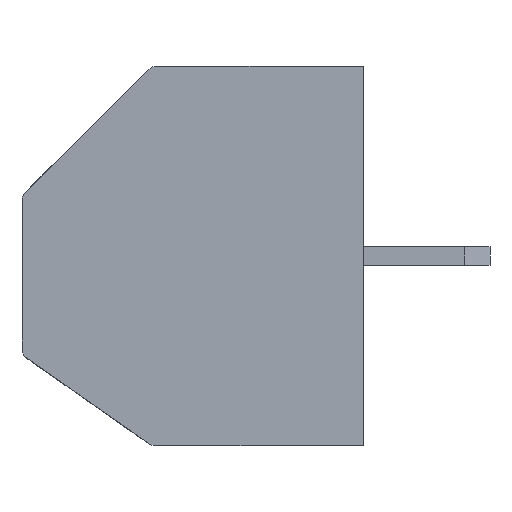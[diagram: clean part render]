
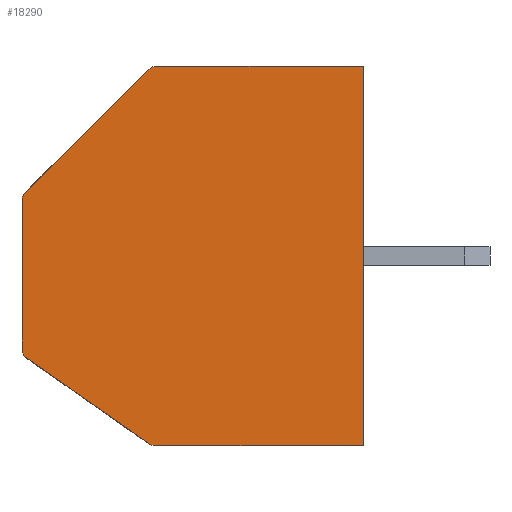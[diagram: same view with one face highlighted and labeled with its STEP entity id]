
A CAD part, left-side view. The second image highlights one B-rep face of the part: STEP entity #18290.
In plain terms, the highlighted planar face has unit normal (-1, 0, 0).
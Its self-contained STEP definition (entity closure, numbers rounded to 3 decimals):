
#127 = EDGE_CURVE ( 'NONE', #11228, #6926, #28032, .T. ) ;
#187 = ORIENTED_EDGE ( 'NONE', *, *, #19202, .T. ) ;
#496 = DIRECTION ( 'NONE',  ( 0., 0., 1. ) ) ;
#544 = ORIENTED_EDGE ( 'NONE', *, *, #10744, .F. ) ;
#932 = DIRECTION ( 'NONE',  ( 0., 0., -1. ) ) ;
#1499 = ORIENTED_EDGE ( 'NONE', *, *, #15538, .F. ) ;
#1687 = DIRECTION ( 'NONE',  ( 0., 0., -1. ) ) ;
#2204 = AXIS2_PLACEMENT_3D ( 'NONE', #13065, #22026, #19782 ) ;
#2260 = VECTOR ( 'NONE', #6458, 1000. ) ;
#2280 = ORIENTED_EDGE ( 'NONE', *, *, #12192, .T. ) ;
#2553 = VECTOR ( 'NONE', #13783, 1000. ) ;
#3569 = CARTESIAN_POINT ( 'NONE',  ( -3., 10.8, -3.129 ) ) ;
#3869 = CARTESIAN_POINT ( 'NONE',  ( -3., 10.5, -2.973 ) ) ;
#4434 = ORIENTED_EDGE ( 'NONE', *, *, #8835, .T. ) ;
#5043 = EDGE_LOOP ( 'NONE', ( #10973, #20573, #2280, #187, #544, #21638, #1499, #4434, #16745, #21568 ) ) ;
#5394 = DIRECTION ( 'NONE',  ( -1., 0., 0. ) ) ;
#5767 = EDGE_CURVE ( 'NONE', #14640, #9827, #20393, .T. ) ;
#5875 = CARTESIAN_POINT ( 'NONE',  ( -3., 10.8, 1.776 ) ) ;
#6458 = DIRECTION ( 'NONE',  ( 0., 0., 1. ) ) ;
#6559 = DIRECTION ( 'NONE',  ( 0., 0., -1. ) ) ;
#6828 = DIRECTION ( 'NONE',  ( 0., 0., -1. ) ) ;
#6926 = VERTEX_POINT ( 'NONE', #29509 ) ;
#7268 = VERTEX_POINT ( 'NONE', #8478 ) ;
#7756 = VERTEX_POINT ( 'NONE', #16181 ) ;
#7832 = VECTOR ( 'NONE', #28929, 1000. ) ;
#8478 = CARTESIAN_POINT ( 'NONE',  ( -3., 0., 6. ) ) ;
#8657 = LINE ( 'NONE', #3569, #7832 ) ;
#8835 = EDGE_CURVE ( 'NONE', #18628, #19154, #11434, .T. ) ;
#9827 = VERTEX_POINT ( 'NONE', #19156 ) ;
#10076 = VECTOR ( 'NONE', #18283, 1000. ) ;
#10744 = EDGE_CURVE ( 'NONE', #14640, #7268, #27700, .T. ) ;
#10973 = ORIENTED_EDGE ( 'NONE', *, *, #14770, .F. ) ;
#11228 = VERTEX_POINT ( 'NONE', #12559 ) ;
#11434 = CIRCLE ( 'NONE', #29506, 0.3 ) ;
#12192 = EDGE_CURVE ( 'NONE', #6926, #26328, #29154, .T. ) ;
#12397 = CARTESIAN_POINT ( 'NONE',  ( -3., 10.8, -2.973 ) ) ;
#12559 = CARTESIAN_POINT ( 'NONE',  ( -3., 6.777, -5.946 ) ) ;
#12659 = EDGE_CURVE ( 'NONE', #22146, #7756, #21627, .T. ) ;
#13065 = CARTESIAN_POINT ( 'NONE',  ( -3., 10.8, 6. ) ) ;
#13783 = DIRECTION ( 'NONE',  ( 0., -1., 0. ) ) ;
#14640 = VERTEX_POINT ( 'NONE', #23428 ) ;
#14770 = EDGE_CURVE ( 'NONE', #11228, #7756, #8657, .T. ) ;
#15151 = AXIS2_PLACEMENT_3D ( 'NONE', #26708, #29498, #6828 ) ;
#15283 = LINE ( 'NONE', #26188, #23113 ) ;
#15446 = FACE_OUTER_BOUND ( 'NONE', #5043, .T. ) ;
#15538 = EDGE_CURVE ( 'NONE', #18628, #9827, #15283, .T. ) ;
#15813 = DIRECTION ( 'NONE',  ( -1., 0., 0. ) ) ;
#16181 = CARTESIAN_POINT ( 'NONE',  ( -3., 10.672, -3.219 ) ) ;
#16457 = CARTESIAN_POINT ( 'NONE',  ( -3., 10.5, 1.776 ) ) ;
#16537 = EDGE_CURVE ( 'NONE', #22146, #19154, #25863, .T. ) ;
#16745 = ORIENTED_EDGE ( 'NONE', *, *, #16537, .F. ) ;
#16873 = CARTESIAN_POINT ( 'NONE',  ( -3., 0., -6. ) ) ;
#17786 = DIRECTION ( 'NONE',  ( -1., 0., 0. ) ) ;
#18283 = DIRECTION ( 'NONE',  ( 0., -1., 0. ) ) ;
#18290 = ADVANCED_FACE ( 'NONE', ( #15446 ), #22308, .F. ) ;
#18538 = CARTESIAN_POINT ( 'NONE',  ( -3., 10.8, 6. ) ) ;
#18628 = VERTEX_POINT ( 'NONE', #28379 ) ;
#18856 = CARTESIAN_POINT ( 'NONE',  ( -3., 10.8, 6. ) ) ;
#19154 = VERTEX_POINT ( 'NONE', #5875 ) ;
#19156 = CARTESIAN_POINT ( 'NONE',  ( -3., 6.788, 5.912 ) ) ;
#19202 = EDGE_CURVE ( 'NONE', #26328, #7268, #26613, .T. ) ;
#19282 = VECTOR ( 'NONE', #496, 1000. ) ;
#19782 = DIRECTION ( 'NONE',  ( 0., 0., -1. ) ) ;
#20393 = CIRCLE ( 'NONE', #21336, 0.3 ) ;
#20573 = ORIENTED_EDGE ( 'NONE', *, *, #127, .T. ) ;
#21336 = AXIS2_PLACEMENT_3D ( 'NONE', #26589, #17786, #1687 ) ;
#21568 = ORIENTED_EDGE ( 'NONE', *, *, #12659, .T. ) ;
#21627 = CIRCLE ( 'NONE', #22122, 0.3 ) ;
#21638 = ORIENTED_EDGE ( 'NONE', *, *, #5767, .T. ) ;
#22026 = DIRECTION ( 'NONE',  ( 1., 0., 0. ) ) ;
#22122 = AXIS2_PLACEMENT_3D ( 'NONE', #3869, #15813, #6559 ) ;
#22146 = VERTEX_POINT ( 'NONE', #12397 ) ;
#22308 = PLANE ( 'NONE',  #2204 ) ;
#22738 = CARTESIAN_POINT ( 'NONE',  ( -3., 10.8, -6. ) ) ;
#23113 = VECTOR ( 'NONE', #23802, 1000. ) ;
#23428 = CARTESIAN_POINT ( 'NONE',  ( -3., 6.576, 6. ) ) ;
#23802 = DIRECTION ( 'NONE',  ( 0., -0.707, 0.707 ) ) ;
#24959 = CARTESIAN_POINT ( 'NONE',  ( -3., 0., 6. ) ) ;
#25863 = LINE ( 'NONE', #18538, #19282 ) ;
#26188 = CARTESIAN_POINT ( 'NONE',  ( -3., 10.8, 1.9 ) ) ;
#26328 = VERTEX_POINT ( 'NONE', #16873 ) ;
#26589 = CARTESIAN_POINT ( 'NONE',  ( -3., 6.576, 5.7 ) ) ;
#26613 = LINE ( 'NONE', #24959, #2260 ) ;
#26708 = CARTESIAN_POINT ( 'NONE',  ( -3., 6.605, -5.7 ) ) ;
#27700 = LINE ( 'NONE', #18856, #10076 ) ;
#28032 = CIRCLE ( 'NONE', #15151, 0.3 ) ;
#28379 = CARTESIAN_POINT ( 'NONE',  ( -3., 10.712, 1.988 ) ) ;
#28929 = DIRECTION ( 'NONE',  ( 0., 0.819, 0.574 ) ) ;
#29154 = LINE ( 'NONE', #22738, #2553 ) ;
#29498 = DIRECTION ( 'NONE',  ( -1., 0., 0. ) ) ;
#29506 = AXIS2_PLACEMENT_3D ( 'NONE', #16457, #5394, #932 ) ;
#29509 = CARTESIAN_POINT ( 'NONE',  ( -3., 6.605, -6. ) ) ;
